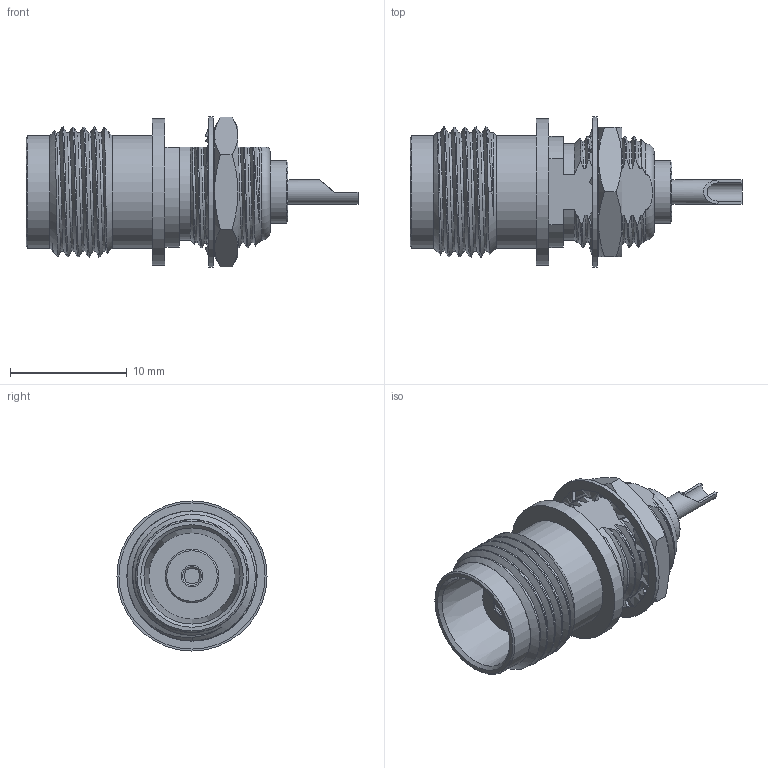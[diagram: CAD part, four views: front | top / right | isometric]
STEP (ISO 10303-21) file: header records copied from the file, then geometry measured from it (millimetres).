
FILE_DESCRIPTION (( 'STEP AP214' ), '1' );
FILE_NAME ('FMCN4369_3D.step', '2022-12-30T16:48:34', ( '' ), ( '' ), 'SwSTEP 2.0', 'SolidWorks 2022', '' );
FILE_SCHEMA (( 'AUTOMOTIVE_DESIGN' ));
Length unit declared in the file: inch
Products named in the file (1): FMCN4369_3D
Bounding box: 28.4 x 12.84 x 12.84 mm (x, y, z)
Volume: 1343.4 mm3; surface area: 1771.6 mm2
Topology: 3 solids, 3 shells, 199 faces, 558 edges, 374 vertices
Faces by surface type: bspline 72, plane 51, cylinder 45, cone 30, torus 1
Full cylindrical faces by diameter (mm): 1.346 x1, 1.551 x1, 1.854 x1, 2.059 x1, 4.572 x1, 5.334 x1, 9.652 x2, 12.5 x1, 12.837 x1
Entity records: 18007 total; most frequent: CARTESIAN_POINT 13753, ORIENTED_EDGE 1044, DIRECTION 605, EDGE_CURVE 522, VERTEX_POINT 360, AXIS2_PLACEMENT_3D 239, EDGE_LOOP 230, B_SPLINE_CURVE_WITH_KNOTS 219
